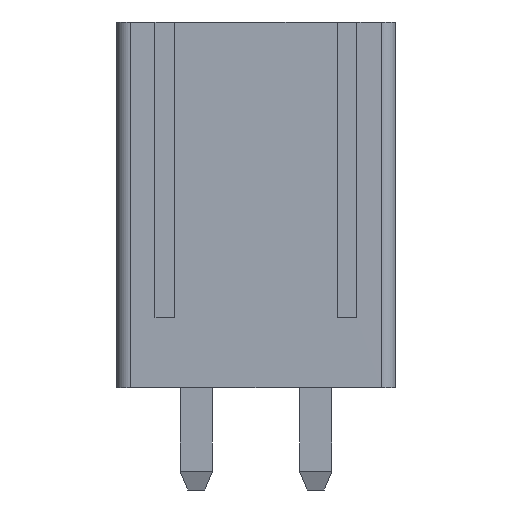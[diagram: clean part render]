
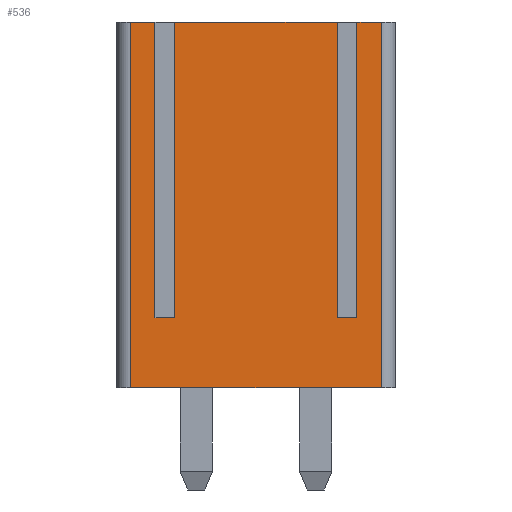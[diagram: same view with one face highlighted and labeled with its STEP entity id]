
A CAD part, front view. The second image highlights one B-rep face of the part: STEP entity #536.
In plain terms, the highlighted planar face has unit normal (0, -1, 0).
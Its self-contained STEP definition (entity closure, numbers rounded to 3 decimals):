
#366=CARTESIAN_POINT('',(4.4,-2.75,0.));
#367=VERTEX_POINT('',#366);
#368=CARTESIAN_POINT('',(4.4,-2.75,-12.85));
#369=VERTEX_POINT('',#368);
#370=CARTESIAN_POINT('',(4.4,-2.75,0.));
#371=DIRECTION('',(0.,0.,-1.));
#372=VECTOR('',#371,12.85);
#373=LINE('',#370,#372);
#374=EDGE_CURVE('',#367,#369,#373,.T.);
#399=CARTESIAN_POINT('',(-4.4,-2.75,-12.85));
#400=VERTEX_POINT('',#399);
#401=CARTESIAN_POINT('',(-4.4,-2.75,0.));
#402=VERTEX_POINT('',#401);
#403=CARTESIAN_POINT('',(-4.4,-2.75,-12.85));
#404=DIRECTION('',(0.,0.,1.));
#405=VECTOR('',#404,12.85);
#406=LINE('',#403,#405);
#407=EDGE_CURVE('',#400,#402,#406,.T.);
#451=CARTESIAN_POINT('',(0.,-2.75,-6.425));
#452=DIRECTION('',(1.,0.,0.));
#453=DIRECTION('',(0.,-1.,0.));
#454=AXIS2_PLACEMENT_3D('',#451,#453,#452);
#455=PLANE('',#454);
#456=ORIENTED_EDGE('',*,*,#407,.F.);
#457=CARTESIAN_POINT('',(-4.4,-2.75,-12.85));
#458=DIRECTION('',(1.,0.,0.));
#459=VECTOR('',#458,8.8);
#460=LINE('',#457,#459);
#461=EDGE_CURVE('',#400,#369,#460,.T.);
#462=ORIENTED_EDGE('',*,*,#461,.T.);
#463=ORIENTED_EDGE('',*,*,#374,.F.);
#464=CARTESIAN_POINT('',(3.549,-2.753,0.));
#465=VERTEX_POINT('',#464);
#466=CARTESIAN_POINT('',(4.4,-2.75,0.));
#467=DIRECTION('',(-1.,0.,0.));
#468=VECTOR('',#467,0.851);
#469=LINE('',#466,#468);
#470=EDGE_CURVE('',#367,#465,#469,.T.);
#471=ORIENTED_EDGE('',*,*,#470,.T.);
#472=CARTESIAN_POINT('',(3.549,-2.753,-10.4));
#473=VERTEX_POINT('',#472);
#474=CARTESIAN_POINT('',(3.549,-2.753,0.));
#475=DIRECTION('',(0.,0.,-1.));
#476=VECTOR('',#475,10.4);
#477=LINE('',#474,#476);
#478=EDGE_CURVE('',#465,#473,#477,.T.);
#479=ORIENTED_EDGE('',*,*,#478,.T.);
#480=CARTESIAN_POINT('',(2.849,-2.753,-10.4));
#481=VERTEX_POINT('',#480);
#482=CARTESIAN_POINT('',(3.549,-2.753,-10.4));
#483=DIRECTION('',(-1.,0.,0.));
#484=VECTOR('',#483,0.7);
#485=LINE('',#482,#484);
#486=EDGE_CURVE('',#473,#481,#485,.T.);
#487=ORIENTED_EDGE('',*,*,#486,.T.);
#488=CARTESIAN_POINT('',(2.849,-2.753,0.));
#489=VERTEX_POINT('',#488);
#490=CARTESIAN_POINT('',(2.849,-2.753,-10.4));
#491=DIRECTION('',(0.,0.,1.));
#492=VECTOR('',#491,10.4);
#493=LINE('',#490,#492);
#494=EDGE_CURVE('',#481,#489,#493,.T.);
#495=ORIENTED_EDGE('',*,*,#494,.T.);
#496=CARTESIAN_POINT('',(-2.851,-2.753,0.));
#497=VERTEX_POINT('',#496);
#498=CARTESIAN_POINT('',(2.849,-2.75,0.));
#499=DIRECTION('',(-1.,0.,0.));
#500=VECTOR('',#499,5.7);
#501=LINE('',#498,#500);
#502=EDGE_CURVE('',#489,#497,#501,.T.);
#503=ORIENTED_EDGE('',*,*,#502,.T.);
#504=CARTESIAN_POINT('',(-2.851,-2.753,-10.4));
#505=VERTEX_POINT('',#504);
#506=CARTESIAN_POINT('',(-2.851,-2.753,0.));
#507=DIRECTION('',(0.,0.,-1.));
#508=VECTOR('',#507,10.4);
#509=LINE('',#506,#508);
#510=EDGE_CURVE('',#497,#505,#509,.T.);
#511=ORIENTED_EDGE('',*,*,#510,.T.);
#512=CARTESIAN_POINT('',(-3.551,-2.753,-10.4));
#513=VERTEX_POINT('',#512);
#514=CARTESIAN_POINT('',(-2.851,-2.753,-10.4));
#515=DIRECTION('',(-1.,0.,0.));
#516=VECTOR('',#515,0.7);
#517=LINE('',#514,#516);
#518=EDGE_CURVE('',#505,#513,#517,.T.);
#519=ORIENTED_EDGE('',*,*,#518,.T.);
#520=CARTESIAN_POINT('',(-3.551,-2.753,0.));
#521=VERTEX_POINT('',#520);
#522=CARTESIAN_POINT('',(-3.551,-2.753,-10.4));
#523=DIRECTION('',(0.,0.,1.));
#524=VECTOR('',#523,10.4);
#525=LINE('',#522,#524);
#526=EDGE_CURVE('',#513,#521,#525,.T.);
#527=ORIENTED_EDGE('',*,*,#526,.T.);
#528=CARTESIAN_POINT('',(-3.551,-2.75,0.));
#529=DIRECTION('',(-1.,0.,0.));
#530=VECTOR('',#529,0.849);
#531=LINE('',#528,#530);
#532=EDGE_CURVE('',#521,#402,#531,.T.);
#533=ORIENTED_EDGE('',*,*,#532,.T.);
#534=EDGE_LOOP('',(#456,#462,#463,#471,#479,#487,#495,#503,#511,#519,#527,#533));
#535=FACE_OUTER_BOUND('',#534,.T.);
#536=ADVANCED_FACE('',(#535),#455,.T.);
